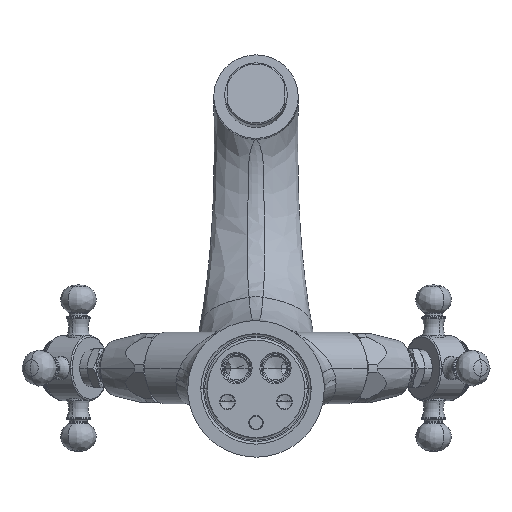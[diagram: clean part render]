
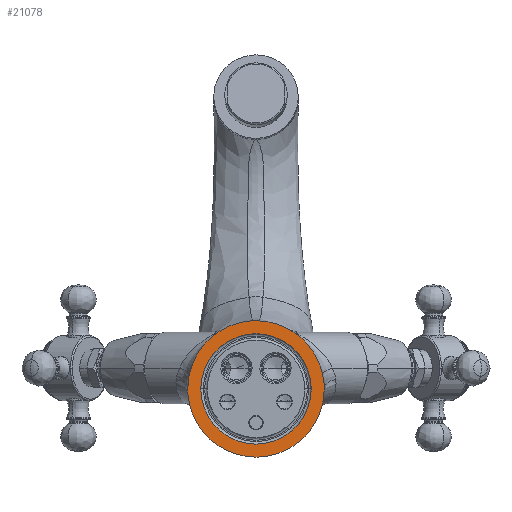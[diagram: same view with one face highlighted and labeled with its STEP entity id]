
A CAD part, front view. The second image highlights one B-rep face of the part: STEP entity #21078.
In plain terms, the highlighted planar face has unit normal (0, -1, 0).
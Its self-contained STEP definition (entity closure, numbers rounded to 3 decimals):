
#2617=CARTESIAN_POINT('',(0.,0.,-26.25));
#2618=CARTESIAN_POINT('',(-3.436,0.,-26.25));
#2619=CARTESIAN_POINT('',(-10.307,0.,-24.883));
#2620=CARTESIAN_POINT('',(-19.045,0.,-19.045));
#2621=CARTESIAN_POINT('',(-24.883,0.,-10.307));
#2622=CARTESIAN_POINT('',(-26.25,0.,-3.436));
#2623=CARTESIAN_POINT('',(-26.25,0.,0.));
#2680=CARTESIAN_POINT('',(26.25,0.,0.));
#2681=CARTESIAN_POINT('',(26.25,0.,-3.436));
#2682=CARTESIAN_POINT('',(24.883,0.,-10.307));
#2683=CARTESIAN_POINT('',(19.045,0.,-19.045));
#2684=CARTESIAN_POINT('',(10.307,0.,-24.883));
#2685=CARTESIAN_POINT('',(3.436,0.,-26.25));
#2686=CARTESIAN_POINT('',(0.,0.,-26.25));
#3034=CARTESIAN_POINT('',(0.,0.,0.));
#3035=DIRECTION('',(0.,1.,0.));
#3036=DIRECTION('',(1.,0.,0.));
#3037=AXIS2_PLACEMENT_3D('',#3034,#3035,#3036);
#3039=CARTESIAN_POINT('',(0.,0.,0.));
#3040=DIRECTION('',(0.,1.,0.));
#3041=DIRECTION('',(-1.,0.,0.));
#3042=AXIS2_PLACEMENT_3D('',#3039,#3040,#3041);
#3058=CARTESIAN_POINT('',(0.,0.,26.25));
#3059=CARTESIAN_POINT('',(3.436,0.,26.25));
#3060=CARTESIAN_POINT('',(10.307,0.,24.883));
#3061=CARTESIAN_POINT('',(19.045,0.,19.045));
#3062=CARTESIAN_POINT('',(24.883,0.,10.307));
#3063=CARTESIAN_POINT('',(26.25,0.,3.436));
#3064=CARTESIAN_POINT('',(26.25,0.,0.));
#9801=CARTESIAN_POINT('',(0.,0.,26.25));
#9803=CARTESIAN_POINT('',(-26.25,0.,0.));
#9804=CARTESIAN_POINT('',(-26.25,0.,3.436));
#9805=CARTESIAN_POINT('',(-24.883,0.,10.307));
#9806=CARTESIAN_POINT('',(-19.045,0.,19.045));
#9807=CARTESIAN_POINT('',(-10.307,0.,24.883));
#9808=CARTESIAN_POINT('',(-3.436,0.,26.25));
#9809=CARTESIAN_POINT('',(0.,0.,26.25));
#15319=VERTEX_POINT('',#9801);
#15326=VERTEX_POINT('',#3064);
#15327=VERTEX_POINT('',#9803);
#15328=VERTEX_POINT('',#2686);
#15423=CARTESIAN_POINT('',(21.25,0.,0.));
#15424=CARTESIAN_POINT('',(-21.25,0.,0.));
#15425=VERTEX_POINT('',#15423);
#15426=VERTEX_POINT('',#15424);
#21061=CARTESIAN_POINT('',(0.,0.,0.));
#21062=DIRECTION('',(0.,1.,0.));
#21063=DIRECTION('',(1.,0.,0.));
#21064=AXIS2_PLACEMENT_3D('',#21061,#21062,#21063);
#21065=PLANE('',#21064);
#21067=ORIENTED_EDGE('',*,*,#21066,.T.);
#21068=ORIENTED_EDGE('',*,*,#20809,.T.);
#21069=ORIENTED_EDGE('',*,*,#20628,.T.);
#21071=ORIENTED_EDGE('',*,*,#21070,.T.);
#21072=EDGE_LOOP('',(#21067,#21068,#21069,#21071));
#21073=FACE_OUTER_BOUND('',#21072,.F.);
#21074=ORIENTED_EDGE('',*,*,#21048,.F.);
#21075=ORIENTED_EDGE('',*,*,#21027,.F.);
#21076=EDGE_LOOP('',(#21074,#21075));
#21077=FACE_BOUND('',#21076,.F.);
#21078=ADVANCED_FACE('',(#21073,#21077),#21065,.F.);
#2624=B_SPLINE_CURVE_WITH_KNOTS('',3,(#2617,#2618,#2619,#2620,#2621,#2622,
#2623),.UNSPECIFIED.,.F.,.F.,(4,1,1,1,4),(0.,0.25,0.5,0.75,1.),
.UNSPECIFIED.);
#2687=B_SPLINE_CURVE_WITH_KNOTS('',3,(#2680,#2681,#2682,#2683,#2684,#2685,
#2686),.UNSPECIFIED.,.F.,.F.,(4,1,1,1,4),(0.,0.25,0.5,0.75,1.),
.UNSPECIFIED.);
#3038=CIRCLE('',#3037,21.25);
#3043=CIRCLE('',#3042,21.25);
#3065=B_SPLINE_CURVE_WITH_KNOTS('',3,(#3058,#3059,#3060,#3061,#3062,#3063,
#3064),.UNSPECIFIED.,.F.,.F.,(4,1,1,1,4),(0.,0.25,0.5,0.75,1.),
.UNSPECIFIED.);
#9810=B_SPLINE_CURVE_WITH_KNOTS('',3,(#9803,#9804,#9805,#9806,#9807,#9808,
#9809),.UNSPECIFIED.,.F.,.F.,(4,1,1,1,4),(0.,0.25,0.5,0.75,1.),
.UNSPECIFIED.);
#20628=EDGE_CURVE('',#15328,#15327,#2624,.T.);
#20809=EDGE_CURVE('',#15326,#15328,#2687,.T.);
#21027=EDGE_CURVE('',#15426,#15425,#3043,.T.);
#21048=EDGE_CURVE('',#15425,#15426,#3038,.T.);
#21066=EDGE_CURVE('',#15319,#15326,#3065,.T.);
#21070=EDGE_CURVE('',#15327,#15319,#9810,.T.);
